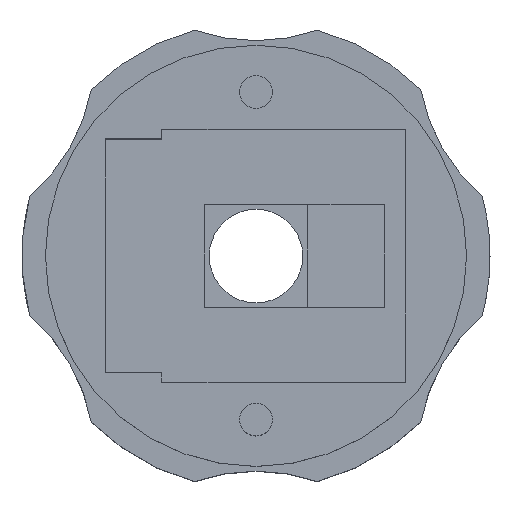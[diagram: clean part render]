
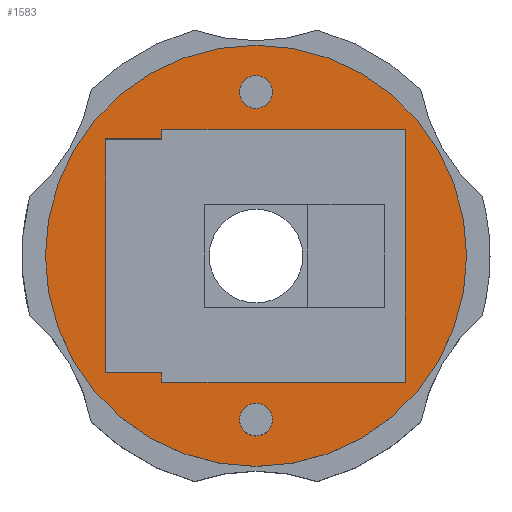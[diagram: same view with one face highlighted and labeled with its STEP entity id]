
A CAD part, top view. The second image highlights one B-rep face of the part: STEP entity #1583.
In plain terms, the highlighted planar face has unit normal (0, 0, 1).
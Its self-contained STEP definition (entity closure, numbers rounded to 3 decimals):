
#45 = DIRECTION ( 'NONE',  ( 0., 0., 1. ) ) ;
#50 = LINE ( 'NONE', #1965, #847 ) ;
#52 = DIRECTION ( 'NONE',  ( -1., 0., 0. ) ) ;
#57 = ORIENTED_EDGE ( 'NONE', *, *, #772, .F. ) ;
#83 = CARTESIAN_POINT ( 'NONE',  ( -69.322, -17.5, 13.168 ) ) ;
#150 = CARTESIAN_POINT ( 'NONE',  ( -51.622, 13.5, 13.168 ) ) ;
#155 = CARTESIAN_POINT ( 'NONE',  ( -90.072, 0., 13.168 ) ) ;
#181 = CIRCLE ( 'NONE', #1901, 1.75 ) ;
#184 = AXIS2_PLACEMENT_3D ( 'NONE', #2158, #794, #1372 ) ;
#195 = CARTESIAN_POINT ( 'NONE',  ( -83.622, 12.5, 13.168 ) ) ;
#239 = CARTESIAN_POINT ( 'NONE',  ( -69.322, 17.5, 13.168 ) ) ;
#264 = DIRECTION ( 'NONE',  ( 0., 0., 1. ) ) ;
#268 = CARTESIAN_POINT ( 'NONE',  ( -77.622, 12.5, 13.168 ) ) ;
#328 = VERTEX_POINT ( 'NONE', #83 ) ;
#331 = VERTEX_POINT ( 'NONE', #239 ) ;
#336 = CIRCLE ( 'NONE', #1429, 22.5 ) ;
#340 = CIRCLE ( 'NONE', #184, 1.75 ) ;
#343 = VERTEX_POINT ( 'NONE', #268 ) ;
#360 = DIRECTION ( 'NONE',  ( 1., 0., 0. ) ) ;
#365 = CARTESIAN_POINT ( 'NONE',  ( -83.622, -12.5, 13.168 ) ) ;
#371 = AXIS2_PLACEMENT_3D ( 'NONE', #1730, #264, #52 ) ;
#397 = EDGE_LOOP ( 'NONE', ( #400, #1484 ) ) ;
#400 = ORIENTED_EDGE ( 'NONE', *, *, #2144, .F. ) ;
#433 = CARTESIAN_POINT ( 'NONE',  ( -83.622, 12.5, 13.168 ) ) ;
#486 = ORIENTED_EDGE ( 'NONE', *, *, #1688, .T. ) ;
#521 = CARTESIAN_POINT ( 'NONE',  ( -77.622, 13.5, 13.168 ) ) ;
#543 = CARTESIAN_POINT ( 'NONE',  ( -67.572, -17.5, 13.168 ) ) ;
#545 = LINE ( 'NONE', #1832, #608 ) ;
#546 = CARTESIAN_POINT ( 'NONE',  ( -67.572, 0., 13.168 ) ) ;
#575 = LINE ( 'NONE', #1131, #2376 ) ;
#577 = VERTEX_POINT ( 'NONE', #964 ) ;
#590 = ORIENTED_EDGE ( 'NONE', *, *, #1249, .T. ) ;
#597 = DIRECTION ( 'NONE',  ( -1., 0., 0. ) ) ;
#604 = VECTOR ( 'NONE', #2292, 1000. ) ;
#608 = VECTOR ( 'NONE', #896, 1000. ) ;
#615 = LINE ( 'NONE', #1941, #2067 ) ;
#650 = CARTESIAN_POINT ( 'NONE',  ( -65.822, 17.5, 13.168 ) ) ;
#657 = EDGE_LOOP ( 'NONE', ( #1441, #590 ) ) ;
#711 = FACE_OUTER_BOUND ( 'NONE', #657, .T. ) ;
#757 = EDGE_CURVE ( 'NONE', #1839, #331, #1662, .T. ) ;
#772 = EDGE_CURVE ( 'NONE', #1235, #1120, #985, .T. ) ;
#779 = ORIENTED_EDGE ( 'NONE', *, *, #1811, .T. ) ;
#787 = EDGE_CURVE ( 'NONE', #979, #577, #900, .T. ) ;
#788 = VERTEX_POINT ( 'NONE', #2037 ) ;
#791 = DIRECTION ( 'NONE',  ( 1., 0., 0. ) ) ;
#794 = DIRECTION ( 'NONE',  ( 0., 0., 1. ) ) ;
#817 = ORIENTED_EDGE ( 'NONE', *, *, #1402, .F. ) ;
#822 = DIRECTION ( 'NONE',  ( 0., -1., 0. ) ) ;
#847 = VECTOR ( 'NONE', #791, 1000. ) ;
#896 = DIRECTION ( 'NONE',  ( 1., 0., 0. ) ) ;
#900 = LINE ( 'NONE', #150, #1106 ) ;
#906 = FACE_BOUND ( 'NONE', #1754, .T. ) ;
#929 = EDGE_LOOP ( 'NONE', ( #2316, #2208, #486, #1813, #1689, #57, #779, #2078 ) ) ;
#959 = LINE ( 'NONE', #195, #604 ) ;
#962 = DIRECTION ( 'NONE',  ( -1., 0., 0. ) ) ;
#964 = CARTESIAN_POINT ( 'NONE',  ( -51.622, -13.5, 13.168 ) ) ;
#979 = VERTEX_POINT ( 'NONE', #2075 ) ;
#985 = LINE ( 'NONE', #1744, #1190 ) ;
#992 = EDGE_CURVE ( 'NONE', #1439, #2110, #959, .T. ) ;
#1076 = CIRCLE ( 'NONE', #1156, 1.75 ) ;
#1106 = VECTOR ( 'NONE', #1279, 1000. ) ;
#1117 = CIRCLE ( 'NONE', #1200, 22.5 ) ;
#1120 = VERTEX_POINT ( 'NONE', #2164 ) ;
#1131 = CARTESIAN_POINT ( 'NONE',  ( -77.622, 12.5, 13.168 ) ) ;
#1156 = AXIS2_PLACEMENT_3D ( 'NONE', #543, #1504, #962 ) ;
#1190 = VECTOR ( 'NONE', #1451, 1000. ) ;
#1200 = AXIS2_PLACEMENT_3D ( 'NONE', #2259, #1878, #1494 ) ;
#1226 = CARTESIAN_POINT ( 'NONE',  ( -65.822, -17.5, 13.168 ) ) ;
#1235 = VERTEX_POINT ( 'NONE', #1621 ) ;
#1249 = EDGE_CURVE ( 'NONE', #788, #1739, #336, .T. ) ;
#1279 = DIRECTION ( 'NONE',  ( 0., -1., 0. ) ) ;
#1285 = DIRECTION ( 'NONE',  ( 0., 0., 1. ) ) ;
#1290 = DIRECTION ( 'NONE',  ( -1., 0., 0. ) ) ;
#1299 = VERTEX_POINT ( 'NONE', #521 ) ;
#1332 = CARTESIAN_POINT ( 'NONE',  ( -45.072, 0., 13.168 ) ) ;
#1372 = DIRECTION ( 'NONE',  ( -1., 0., 0. ) ) ;
#1402 = EDGE_CURVE ( 'NONE', #331, #1839, #181, .T. ) ;
#1421 = PLANE ( 'NONE',  #1943 ) ;
#1429 = AXIS2_PLACEMENT_3D ( 'NONE', #546, #1285, #360 ) ;
#1439 = VERTEX_POINT ( 'NONE', #433 ) ;
#1441 = ORIENTED_EDGE ( 'NONE', *, *, #2217, .T. ) ;
#1450 = VERTEX_POINT ( 'NONE', #1226 ) ;
#1451 = DIRECTION ( 'NONE',  ( 0., -1., 0. ) ) ;
#1484 = ORIENTED_EDGE ( 'NONE', *, *, #1855, .F. ) ;
#1489 = DIRECTION ( 'NONE',  ( -1., 0., 0. ) ) ;
#1494 = DIRECTION ( 'NONE',  ( 1., 0., 0. ) ) ;
#1504 = DIRECTION ( 'NONE',  ( 0., 0., 1. ) ) ;
#1509 = CARTESIAN_POINT ( 'NONE',  ( -77.622, -12.5, 13.168 ) ) ;
#1583 = ADVANCED_FACE ( 'NONE', ( #2383, #906, #2032, #711 ), #1421, .F. ) ;
#1621 = CARTESIAN_POINT ( 'NONE',  ( -77.622, -12.5, 13.168 ) ) ;
#1647 = DIRECTION ( 'NONE',  ( 0., 0., -1. ) ) ;
#1662 = CIRCLE ( 'NONE', #371, 1.75 ) ;
#1688 = EDGE_CURVE ( 'NONE', #1299, #979, #545, .T. ) ;
#1689 = ORIENTED_EDGE ( 'NONE', *, *, #2350, .F. ) ;
#1730 = CARTESIAN_POINT ( 'NONE',  ( -67.572, 17.5, 13.168 ) ) ;
#1739 = VERTEX_POINT ( 'NONE', #1332 ) ;
#1744 = CARTESIAN_POINT ( 'NONE',  ( -77.622, -12.5, 13.168 ) ) ;
#1754 = EDGE_LOOP ( 'NONE', ( #817, #2423 ) ) ;
#1811 = EDGE_CURVE ( 'NONE', #1235, #2110, #2419, .T. ) ;
#1813 = ORIENTED_EDGE ( 'NONE', *, *, #787, .T. ) ;
#1832 = CARTESIAN_POINT ( 'NONE',  ( -77.622, 13.5, 13.168 ) ) ;
#1839 = VERTEX_POINT ( 'NONE', #650 ) ;
#1855 = EDGE_CURVE ( 'NONE', #1450, #328, #340, .T. ) ;
#1878 = DIRECTION ( 'NONE',  ( 0., 0., 1. ) ) ;
#1901 = AXIS2_PLACEMENT_3D ( 'NONE', #2266, #45, #1489 ) ;
#1941 = CARTESIAN_POINT ( 'NONE',  ( -77.622, 13.5, 13.168 ) ) ;
#1943 = AXIS2_PLACEMENT_3D ( 'NONE', #155, #1647, #2193 ) ;
#1950 = EDGE_CURVE ( 'NONE', #1299, #343, #615, .T. ) ;
#1965 = CARTESIAN_POINT ( 'NONE',  ( -77.622, -13.5, 13.168 ) ) ;
#2032 = FACE_BOUND ( 'NONE', #929, .T. ) ;
#2037 = CARTESIAN_POINT ( 'NONE',  ( -90.072, 0., 13.168 ) ) ;
#2067 = VECTOR ( 'NONE', #822, 1000. ) ;
#2075 = CARTESIAN_POINT ( 'NONE',  ( -51.622, 13.5, 13.168 ) ) ;
#2078 = ORIENTED_EDGE ( 'NONE', *, *, #992, .F. ) ;
#2110 = VERTEX_POINT ( 'NONE', #365 ) ;
#2144 = EDGE_CURVE ( 'NONE', #328, #1450, #1076, .T. ) ;
#2146 = VECTOR ( 'NONE', #597, 1000. ) ;
#2158 = CARTESIAN_POINT ( 'NONE',  ( -67.572, -17.5, 13.168 ) ) ;
#2164 = CARTESIAN_POINT ( 'NONE',  ( -77.622, -13.5, 13.168 ) ) ;
#2193 = DIRECTION ( 'NONE',  ( -1., 0., 0. ) ) ;
#2208 = ORIENTED_EDGE ( 'NONE', *, *, #1950, .F. ) ;
#2217 = EDGE_CURVE ( 'NONE', #1739, #788, #1117, .T. ) ;
#2222 = EDGE_CURVE ( 'NONE', #343, #1439, #575, .T. ) ;
#2259 = CARTESIAN_POINT ( 'NONE',  ( -67.572, 0., 13.168 ) ) ;
#2266 = CARTESIAN_POINT ( 'NONE',  ( -67.572, 17.5, 13.168 ) ) ;
#2292 = DIRECTION ( 'NONE',  ( 0., -1., 0. ) ) ;
#2316 = ORIENTED_EDGE ( 'NONE', *, *, #2222, .F. ) ;
#2350 = EDGE_CURVE ( 'NONE', #1120, #577, #50, .T. ) ;
#2376 = VECTOR ( 'NONE', #1290, 1000. ) ;
#2383 = FACE_BOUND ( 'NONE', #397, .T. ) ;
#2419 = LINE ( 'NONE', #1509, #2146 ) ;
#2423 = ORIENTED_EDGE ( 'NONE', *, *, #757, .F. ) ;
